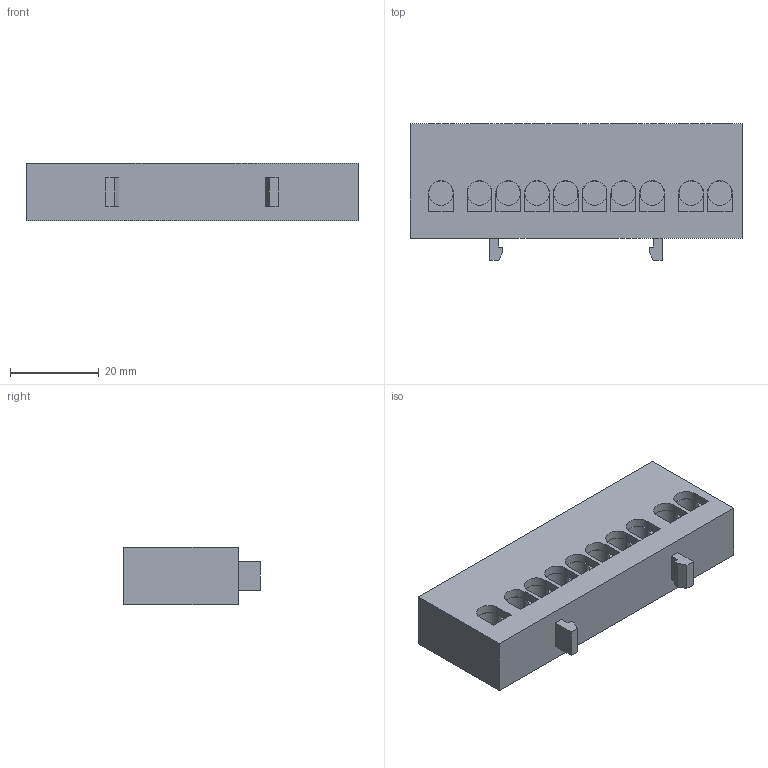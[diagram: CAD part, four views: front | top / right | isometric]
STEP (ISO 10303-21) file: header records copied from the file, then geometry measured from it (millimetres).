
FILE_DESCRIPTION (( 'STEP AP214' ), '1' );
FILE_NAME ('YNN10-69-10KD-K06 Øèíà PE çåìëÿ â êîðï èçîë íà DIN-ðåéêó ØÍÈ-6õ9-10-Ê-Ç ÈÝÊ.STEP', '2016-08-24T12:28:38', ( 'user' ), ( '' ), 'SwSTEP 2.0', 'SolidWorks 2014', '' );
FILE_SCHEMA (( 'AUTOMOTIVE_DESIGN' ));
Length unit declared in the file: millimetre
Products named in the file (1): YNN10-69-10KD-K06 Øèíà PE çåìëÿ â êîðï èçîë íà DIN-ðåéêó ØÍÈ-6õ9-10-Ê-Ç ÈÝÊ
Bounding box: 75 x 30.9 x 13 mm (x, y, z)
Volume: 20178 mm3; surface area: 10441.5 mm2
Topology: 1 solids, 1 shells, 132 faces, 294 edges, 196 vertices
Faces by surface type: plane 82, cylinder 50
Entity records: 4130 total; most frequent: DIRECTION 660, CARTESIAN_POINT 623, ORIENTED_EDGE 588, EDGE_CURVE 294, AXIS2_PLACEMENT_3D 233, VERTEX_POINT 196, VECTOR 194, LINE 194
